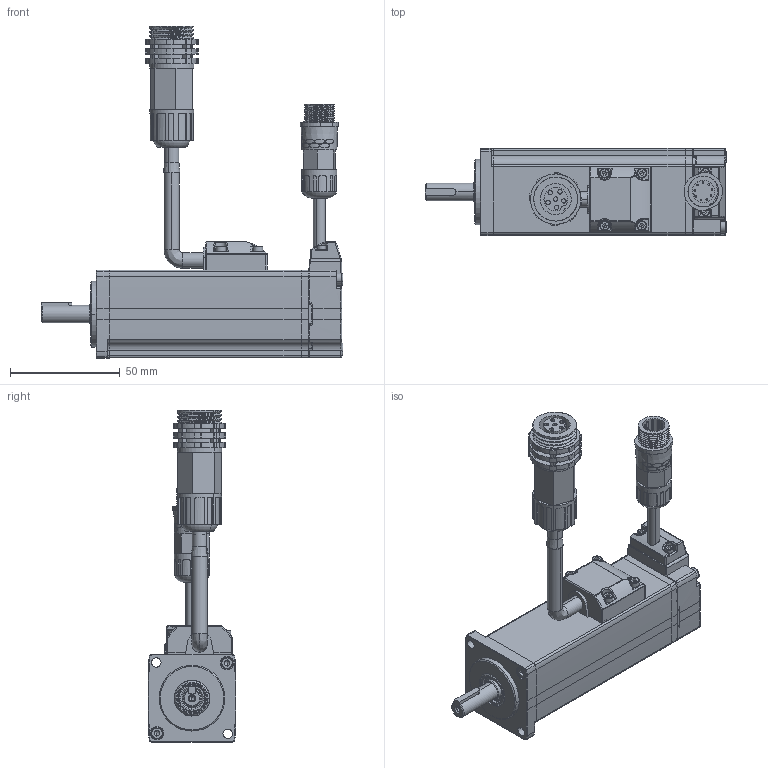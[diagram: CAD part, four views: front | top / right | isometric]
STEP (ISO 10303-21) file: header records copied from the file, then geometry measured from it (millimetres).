
FILE_DESCRIPTION (( 'STEP AP203' ), '1' );
FILE_NAME ('MXL-01A0430LA242.STEP', '2022-08-03T05:53:12', ( '' ), ( '' ), 'SwSTEP 2.0', 'SolidWorks 2018', '' );
FILE_SCHEMA (( 'CONFIG_CONTROL_DESIGN' ));
Length unit declared in the file: millimetre
Products named in the file (1): MXL-01A0430LA242
Bounding box: 137.5 x 40 x 151.42 mm (x, y, z)
Volume: 109108.1 mm3; surface area: 71043.3 mm2
Topology: 51 solids, 51 shells, 2093 faces, 5089 edges, 3111 vertices
Faces by surface type: plane 814, cylinder 666, bspline 353, cone 232, torus 24, sphere 4
Entity records: 87120 total; most frequent: CARTESIAN_POINT 39957, ORIENTED_EDGE 9990, DIRECTION 9625, EDGE_CURVE 4995, AXIS2_PLACEMENT_3D 3663, VERTEX_POINT 3107, LINE 2299, VECTOR 2299
